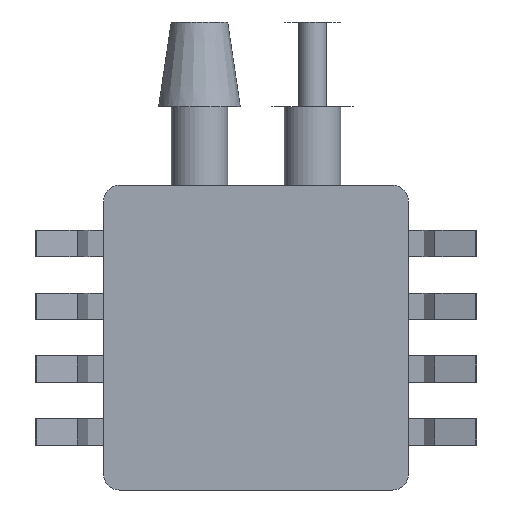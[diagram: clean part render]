
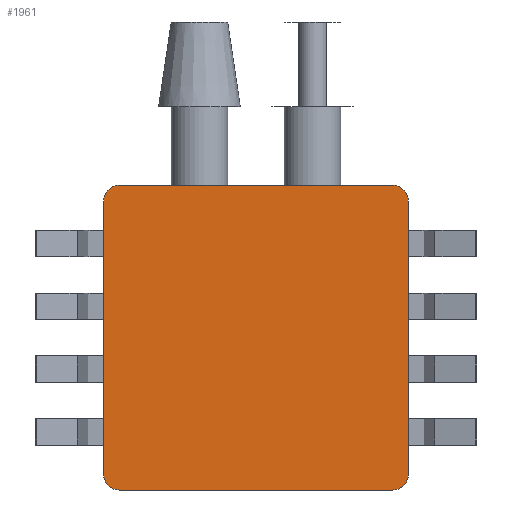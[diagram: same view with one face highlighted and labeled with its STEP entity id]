
A CAD part, front view. The second image highlights one B-rep face of the part: STEP entity #1961.
In plain terms, the highlighted planar face has unit normal (0, -1, 0).
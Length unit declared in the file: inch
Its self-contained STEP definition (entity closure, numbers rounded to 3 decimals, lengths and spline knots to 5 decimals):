
#22=CIRCLE('',#2074,0.025);
#27=CIRCLE('',#2084,0.025);
#45=CIRCLE('',#2122,0.025);
#48=CIRCLE('',#2127,0.025);
#121=FACE_OUTER_BOUND('',#242,.T.);
#242=EDGE_LOOP('',(#1435,#1436,#1437,#1438,#1439,#1440,#1441,#1442,#1443));
#360=LINE('',#2849,#604);
#375=LINE('',#2895,#619);
#376=LINE('',#2900,#620);
#386=LINE('',#2940,#630);
#391=LINE('',#2957,#635);
#604=VECTOR('',#2294,0.3937);
#619=VECTOR('',#2337,0.3937);
#620=VECTOR('',#2342,0.3937);
#630=VECTOR('',#2394,0.3937);
#635=VECTOR('',#2415,0.3937);
#831=VERTEX_POINT('',#2815);
#832=VERTEX_POINT('',#2817);
#844=VERTEX_POINT('',#2847);
#845=VERTEX_POINT('',#2851);
#846=VERTEX_POINT('',#2852);
#861=VERTEX_POINT('',#2894);
#863=VERTEX_POINT('',#2899);
#873=VERTEX_POINT('',#2945);
#876=VERTEX_POINT('',#2955);
#1023=EDGE_CURVE('',#831,#832,#22,.T.);
#1038=EDGE_CURVE('',#831,#844,#360,.T.);
#1039=EDGE_CURVE('',#845,#846,#27,.T.);
#1060=EDGE_CURVE('',#861,#846,#375,.T.);
#1063=EDGE_CURVE('',#863,#861,#376,.T.);
#1082=EDGE_CURVE('',#845,#832,#386,.T.);
#1085=EDGE_CURVE('',#863,#873,#45,.T.);
#1090=EDGE_CURVE('',#876,#844,#48,.T.);
#1091=EDGE_CURVE('',#876,#873,#391,.T.);
#1435=ORIENTED_EDGE('',*,*,#1090,.F.);
#1436=ORIENTED_EDGE('',*,*,#1091,.T.);
#1437=ORIENTED_EDGE('',*,*,#1085,.F.);
#1438=ORIENTED_EDGE('',*,*,#1063,.T.);
#1439=ORIENTED_EDGE('',*,*,#1060,.T.);
#1440=ORIENTED_EDGE('',*,*,#1039,.F.);
#1441=ORIENTED_EDGE('',*,*,#1082,.T.);
#1442=ORIENTED_EDGE('',*,*,#1023,.F.);
#1443=ORIENTED_EDGE('',*,*,#1038,.T.);
#1848=PLANE('',#2126);
#1961=ADVANCED_FACE('',(#121),#1848,.F.);
#2074=AXIS2_PLACEMENT_3D('',#2818,#2266,#2267);
#2084=AXIS2_PLACEMENT_3D('',#2853,#2297,#2298);
#2122=AXIS2_PLACEMENT_3D('',#2946,#2401,#2402);
#2126=AXIS2_PLACEMENT_3D('',#2954,#2411,#2412);
#2127=AXIS2_PLACEMENT_3D('',#2956,#2413,#2414);
#2266=DIRECTION('center_axis',(0.,1.,0.));
#2267=DIRECTION('ref_axis',(0.,0.,-1.));
#2294=DIRECTION('',(1.,0.,0.));
#2297=DIRECTION('center_axis',(0.,1.,0.));
#2298=DIRECTION('ref_axis',(-0.707,0.,0.707));
#2337=DIRECTION('',(-1.,0.,0.));
#2342=DIRECTION('',(-1.,0.,0.));
#2394=DIRECTION('',(0.,0.,-1.));
#2401=DIRECTION('center_axis',(0.,1.,0.));
#2402=DIRECTION('ref_axis',(0.707,0.,0.707));
#2411=DIRECTION('center_axis',(0.,1.,0.));
#2412=DIRECTION('ref_axis',(1.,0.,0.));
#2413=DIRECTION('center_axis',(0.,1.,0.));
#2414=DIRECTION('ref_axis',(1.,0.,0.));
#2415=DIRECTION('',(0.,0.,1.));
#2815=CARTESIAN_POINT('',(-0.2175,0.01,-0.2425));
#2817=CARTESIAN_POINT('',(-0.2425,0.01,-0.2175));
#2818=CARTESIAN_POINT('Origin',(-0.2175,0.01,-0.2175));
#2847=CARTESIAN_POINT('',(0.2175,0.01,-0.2425));
#2849=CARTESIAN_POINT('',(-0.2175,0.01,-0.2425));
#2851=CARTESIAN_POINT('',(-0.2425,0.01,0.2175));
#2852=CARTESIAN_POINT('',(-0.2175,0.01,0.2425));
#2853=CARTESIAN_POINT('Origin',(-0.2175,0.01,0.2175));
#2894=CARTESIAN_POINT('',(0.09,0.01,0.2425));
#2895=CARTESIAN_POINT('',(0.2175,0.01,0.2425));
#2899=CARTESIAN_POINT('',(0.2175,0.01,0.2425));
#2900=CARTESIAN_POINT('',(0.2175,0.01,0.2425));
#2940=CARTESIAN_POINT('',(-0.2425,0.01,0.2175));
#2945=CARTESIAN_POINT('',(0.2425,0.01,0.2175));
#2946=CARTESIAN_POINT('Origin',(0.2175,0.01,0.2175));
#2954=CARTESIAN_POINT('Origin',(0.,0.01,0.));
#2955=CARTESIAN_POINT('',(0.2425,0.01,-0.2175));
#2956=CARTESIAN_POINT('Origin',(0.2175,0.01,-0.2175));
#2957=CARTESIAN_POINT('',(0.2425,0.01,-0.2175));
